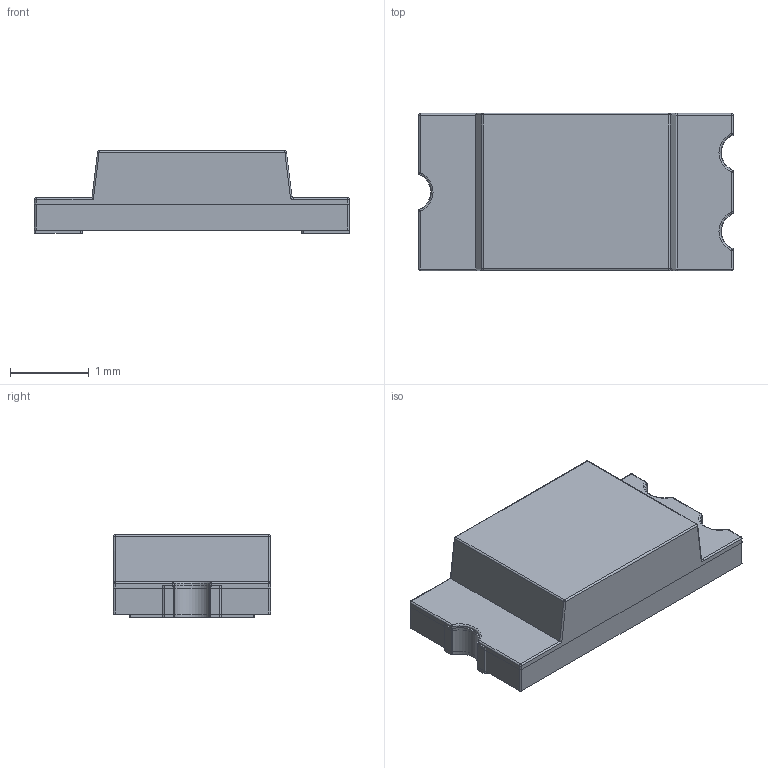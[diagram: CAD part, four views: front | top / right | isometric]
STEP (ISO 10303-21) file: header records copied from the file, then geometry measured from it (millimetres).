
FILE_DESCRIPTION(/* description */ (''),/* implementation_level */ '2;1');
FILE_NAME(/* name */ 'Phototransistor_TEMT6000X01.stp',/* time_stamp */ '2020-09-12T14:02:01+02:00',/* author */ ('gabri'),/* organization */ (''),/* preprocessor_version */ 'ST-DEVELOPER v18.1',/* originating_system */ 'Autodesk Inventor 2021',/* authorisation */ '');
FILE_SCHEMA (('AUTOMOTIVE_DESIGN { 1 0 10303 214 3 1 1 }'));
Length unit declared in the file: millimetre
Products named in the file (1): LED_1206_Blue
Bounding box: 4.02 x 2 x 1.05 mm (x, y, z)
Volume: 6.7 mm3; surface area: 53 mm2
Topology: 9 solids, 9 shells, 170 faces, 410 edges, 258 vertices
Faces by surface type: plane 77, cylinder 73, sphere 14, torus 5, bspline 1
Full cylindrical faces by diameter (mm): 0.131 x1
Entity records: 5046 total; most frequent: DIRECTION 910, CARTESIAN_POINT 883, ORIENTED_EDGE 820, EDGE_CURVE 410, AXIS2_PLACEMENT_3D 330, VERTEX_POINT 258, LINE 250, VECTOR 250
